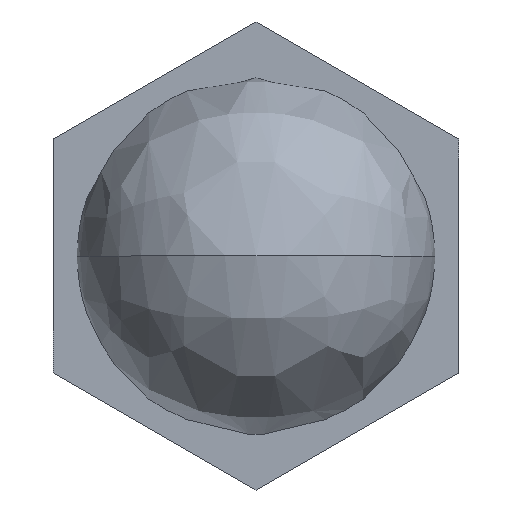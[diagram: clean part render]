
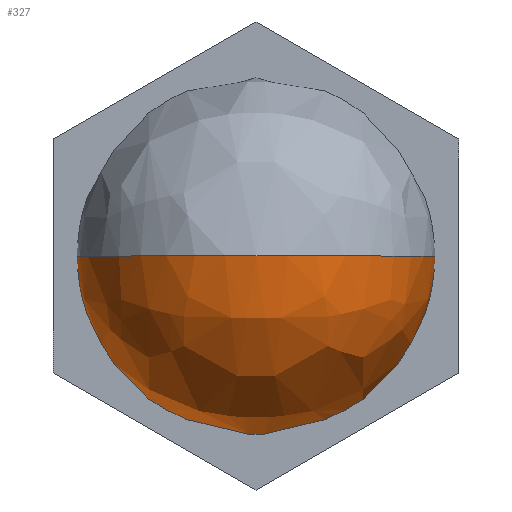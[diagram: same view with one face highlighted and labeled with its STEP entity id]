
A CAD part, front view. The second image highlights one B-rep face of the part: STEP entity #327.
In plain terms, the highlighted free-form (B-spline) face has degree [3, 3] with [4, 7] control points.
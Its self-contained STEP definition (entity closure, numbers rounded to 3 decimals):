
#36 = AXIS2_PLACEMENT_3D ( 'NONE', #325, #37, #474 ) ;
#37 = DIRECTION ( 'NONE',  ( 0., 0., -1. ) ) ;
#69 = EDGE_CURVE ( 'NONE', #457, #131, #195, .T. ) ;
#72 = CARTESIAN_POINT ( 'NONE',  ( 0., 12., -6. ) ) ;
#76 = CARTESIAN_POINT ( 'NONE',  ( 6., 12., 0. ) ) ;
#99 = DIRECTION ( 'NONE',  ( 0., 0., 1. ) ) ;
#117 = CARTESIAN_POINT ( 'NONE',  ( 7.5, 7.5, 0. ) ) ;
#120 = ORIENTED_EDGE ( 'NONE', *, *, #69, .T. ) ;
#122 = CARTESIAN_POINT ( 'NONE',  ( 7.5, 7.5, 0. ) ) ;
#123 = CARTESIAN_POINT ( 'NONE',  ( 7.5, -1.211, -15.083 ) ) ;
#127 = CARTESIAN_POINT ( 'NONE',  ( -7.5, 7.5, 0. ) ) ;
#128 = CARTESIAN_POINT ( 'NONE',  ( -7.5, 7.5, 0. ) ) ;
#129 = CARTESIAN_POINT ( 'NONE',  ( 7.5, 7.5, 0. ) ) ;
#131 = VERTEX_POINT ( 'NONE', #140 ) ;
#137 = ORIENTED_EDGE ( 'NONE', *, *, #248, .F. ) ;
#140 = CARTESIAN_POINT ( 'NONE',  ( -7.5, 7.5, 0. ) ) ;
#155 = CIRCLE ( 'NONE', #454, 7.5 ) ;
#157 = DIRECTION ( 'NONE',  ( 1., 0., 0. ) ) ;
#160 = CARTESIAN_POINT ( 'NONE',  ( -7.5, 7.5, 0. ) ) ;
#163 = CARTESIAN_POINT ( 'NONE',  ( -7.5, 22.497, 0.283 ) ) ;
#170 =( BOUNDED_SURFACE ( )  B_SPLINE_SURFACE ( 3, 3, ( 
 ( #407, #254, #588, #117, #501, #311, #122 ),
 ( #555, #551, #123, #596, #309, #460, #594 ),
 ( #599, #414, #260, #218, #410, #461, #163 ),
 ( #160, #357, #215, #127, #505, #128, #304 ) ),
 .UNSPECIFIED., .F., .F., .T. ) 
 B_SPLINE_SURFACE_WITH_KNOTS ( ( 4, 4 ),
 ( 4, 3, 4 ),
 ( 0., 1. ),
 ( 0., 0.5, 1. ),
 .UNSPECIFIED. ) 
 GEOMETRIC_REPRESENTATION_ITEM ( )  RATIONAL_B_SPLINE_SURFACE ( (
 ( 1., 0.803, 0.803, 1., 0.803, 0.803, 1.),
 ( 0.333, 0.268, 0.268, 0.333, 0.268, 0.268, 0.333),
 ( 0.333, 0.268, 0.268, 0.333, 0.268, 0.268, 0.333),
 ( 1., 0.803, 0.803, 1., 0.803, 0.803, 1.) ) ) 
 REPRESENTATION_ITEM ( '' )  SURFACE ( )  );
#195 = CIRCLE ( 'NONE', #36, 7.5 ) ;
#208 = ORIENTED_EDGE ( 'NONE', *, *, #259, .F. ) ;
#215 = CARTESIAN_POINT ( 'NONE',  ( -7.5, 7.5, 0. ) ) ;
#218 = CARTESIAN_POINT ( 'NONE',  ( -7.5, 7.641, -14.999 ) ) ;
#234 = DIRECTION ( 'NONE',  ( 0., 1., 0. ) ) ;
#248 = EDGE_CURVE ( 'NONE', #368, #470, #584, .T. ) ;
#254 = CARTESIAN_POINT ( 'NONE',  ( 7.5, 7.5, 0. ) ) ;
#259 = EDGE_CURVE ( 'NONE', #470, #131, #563, .T. ) ;
#260 = CARTESIAN_POINT ( 'NONE',  ( -7.5, -1.211, -15.083 ) ) ;
#297 = DIRECTION ( 'NONE',  ( 0., 0., 1. ) ) ;
#301 = CARTESIAN_POINT ( 'NONE',  ( 0., 12., 0. ) ) ;
#304 = CARTESIAN_POINT ( 'NONE',  ( -7.5, 7.5, 0. ) ) ;
#309 = CARTESIAN_POINT ( 'NONE',  ( 7.5, 16.494, -14.916 ) ) ;
#311 = CARTESIAN_POINT ( 'NONE',  ( 7.5, 7.5, 0. ) ) ;
#325 = CARTESIAN_POINT ( 'NONE',  ( 0., 7.5, 0. ) ) ;
#327 = ADVANCED_FACE ( 'NONE', ( #424 ), #170, .T. ) ;
#349 = ORIENTED_EDGE ( 'NONE', *, *, #592, .F. ) ;
#354 = VERTEX_POINT ( 'NONE', #76 ) ;
#357 = CARTESIAN_POINT ( 'NONE',  ( -7.5, 7.5, 0. ) ) ;
#367 = CARTESIAN_POINT ( 'NONE',  ( 0., 7.5, 0. ) ) ;
#368 = VERTEX_POINT ( 'NONE', #72 ) ;
#400 = CARTESIAN_POINT ( 'NONE',  ( 0., 7.5, 0. ) ) ;
#407 = CARTESIAN_POINT ( 'NONE',  ( 7.5, 7.5, 0. ) ) ;
#410 = CARTESIAN_POINT ( 'NONE',  ( -7.5, 16.494, -14.916 ) ) ;
#414 = CARTESIAN_POINT ( 'NONE',  ( -7.5, -7.5, -8.853 ) ) ;
#424 = FACE_OUTER_BOUND ( 'NONE', #591, .T. ) ;
#425 = DIRECTION ( 'NONE',  ( 0., 0., 1. ) ) ;
#437 = EDGE_CURVE ( 'NONE', #457, #354, #155, .T. ) ;
#454 = AXIS2_PLACEMENT_3D ( 'NONE', #367, #425, #566 ) ;
#457 = VERTEX_POINT ( 'NONE', #129 ) ;
#460 = CARTESIAN_POINT ( 'NONE',  ( 7.5, 22.664, -8.568 ) ) ;
#461 = CARTESIAN_POINT ( 'NONE',  ( -7.5, 22.664, -8.568 ) ) ;
#470 = VERTEX_POINT ( 'NONE', #608 ) ;
#474 = DIRECTION ( 'NONE',  ( 1., 0., 0. ) ) ;
#495 = AXIS2_PLACEMENT_3D ( 'NONE', #524, #234, #99 ) ;
#496 = DIRECTION ( 'NONE',  ( 0., 0., 1. ) ) ;
#501 = CARTESIAN_POINT ( 'NONE',  ( 7.5, 7.5, 0. ) ) ;
#503 = AXIS2_PLACEMENT_3D ( 'NONE', #301, #545, #496 ) ;
#505 = CARTESIAN_POINT ( 'NONE',  ( -7.5, 7.5, 0. ) ) ;
#510 = CIRCLE ( 'NONE', #495, 6. ) ;
#523 = ORIENTED_EDGE ( 'NONE', *, *, #437, .F. ) ;
#524 = CARTESIAN_POINT ( 'NONE',  ( 0., 12., 0. ) ) ;
#535 = AXIS2_PLACEMENT_3D ( 'NONE', #400, #297, #157 ) ;
#545 = DIRECTION ( 'NONE',  ( 0., 1., 0. ) ) ;
#551 = CARTESIAN_POINT ( 'NONE',  ( 7.5, -7.5, -8.853 ) ) ;
#555 = CARTESIAN_POINT ( 'NONE',  ( 7.5, -7.5, 0. ) ) ;
#563 = CIRCLE ( 'NONE', #535, 7.5 ) ;
#566 = DIRECTION ( 'NONE',  ( 1., 0., 0. ) ) ;
#584 = CIRCLE ( 'NONE', #503, 6. ) ;
#588 = CARTESIAN_POINT ( 'NONE',  ( 7.5, 7.5, 0. ) ) ;
#591 = EDGE_LOOP ( 'NONE', ( #523, #120, #208, #137, #349 ) ) ;
#592 = EDGE_CURVE ( 'NONE', #354, #368, #510, .T. ) ;
#594 = CARTESIAN_POINT ( 'NONE',  ( 7.5, 22.497, 0.283 ) ) ;
#596 = CARTESIAN_POINT ( 'NONE',  ( 7.5, 7.641, -14.999 ) ) ;
#599 = CARTESIAN_POINT ( 'NONE',  ( -7.5, -7.5, 0. ) ) ;
#608 = CARTESIAN_POINT ( 'NONE',  ( -6., 12., 0. ) ) ;
